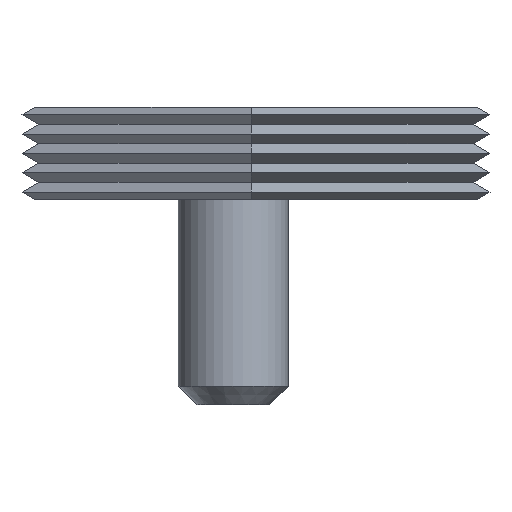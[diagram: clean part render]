
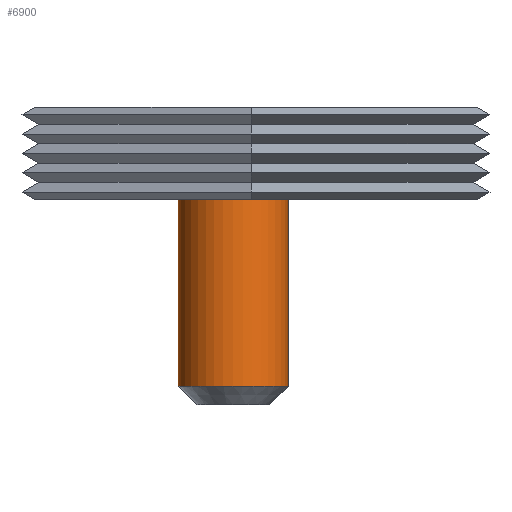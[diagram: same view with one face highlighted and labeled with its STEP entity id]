
A CAD part, front view. The second image highlights one B-rep face of the part: STEP entity #6900.
In plain terms, the highlighted cylindrical face has radius 6 mm (diameter 12 mm), a partial arc.
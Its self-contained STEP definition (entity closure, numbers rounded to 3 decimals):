
#434 = EDGE_CURVE ( 'NONE', #6596, #1368, #5401, .T. ) ;
#573 = DIRECTION ( 'NONE',  ( 0., 0., 1. ) ) ;
#1368 = VERTEX_POINT ( 'NONE', #5557 ) ;
#1487 = CARTESIAN_POINT ( 'NONE',  ( 0., 0., 0. ) ) ;
#1826 = VECTOR ( 'NONE', #573, 1000. ) ;
#2359 = VECTOR ( 'NONE', #7185, 1000. ) ;
#2376 = CARTESIAN_POINT ( 'NONE',  ( -6., 0., -23. ) ) ;
#2910 = DIRECTION ( 'NONE',  ( -1., 0., 0. ) ) ;
#3119 = DIRECTION ( 'NONE',  ( 0., 0., -1. ) ) ;
#3291 = EDGE_CURVE ( 'NONE', #1368, #6725, #8772, .T. ) ;
#3692 = CARTESIAN_POINT ( 'NONE',  ( 0., 0., -23. ) ) ;
#3700 = ORIENTED_EDGE ( 'NONE', *, *, #434, .T. ) ;
#3929 = LINE ( 'NONE', #8930, #2359 ) ;
#4594 = CYLINDRICAL_SURFACE ( 'NONE', #9284, 6. ) ;
#4598 = DIRECTION ( 'NONE',  ( 0., 0., 1. ) ) ;
#5105 = CARTESIAN_POINT ( 'NONE',  ( -6., 0., 0. ) ) ;
#5401 = LINE ( 'NONE', #6149, #1826 ) ;
#5431 = ORIENTED_EDGE ( 'NONE', *, *, #9106, .T. ) ;
#5459 = EDGE_CURVE ( 'NONE', #6361, #6725, #3929, .T. ) ;
#5557 = CARTESIAN_POINT ( 'NONE',  ( 6., 0., 0. ) ) ;
#6096 = AXIS2_PLACEMENT_3D ( 'NONE', #3692, #4598, #2910 ) ;
#6149 = CARTESIAN_POINT ( 'NONE',  ( 6., 0., -25. ) ) ;
#6201 = DIRECTION ( 'NONE',  ( 1., 0., 0. ) ) ;
#6361 = VERTEX_POINT ( 'NONE', #2376 ) ;
#6596 = VERTEX_POINT ( 'NONE', #9292 ) ;
#6616 = CIRCLE ( 'NONE', #6096, 6. ) ;
#6725 = VERTEX_POINT ( 'NONE', #5105 ) ;
#6900 = ADVANCED_FACE ( 'NONE', ( #6997 ), #4594, .T. ) ;
#6997 = FACE_OUTER_BOUND ( 'NONE', #9160, .T. ) ;
#7086 = ORIENTED_EDGE ( 'NONE', *, *, #3291, .T. ) ;
#7185 = DIRECTION ( 'NONE',  ( 0., 0., 1. ) ) ;
#7399 = ORIENTED_EDGE ( 'NONE', *, *, #5459, .F. ) ;
#7792 = CARTESIAN_POINT ( 'NONE',  ( 0., 0., -25. ) ) ;
#8772 = CIRCLE ( 'NONE', #10117, 6. ) ;
#8930 = CARTESIAN_POINT ( 'NONE',  ( -6., 0., -25. ) ) ;
#9106 = EDGE_CURVE ( 'NONE', #6361, #6596, #6616, .T. ) ;
#9160 = EDGE_LOOP ( 'NONE', ( #7399, #5431, #3700, #7086 ) ) ;
#9284 = AXIS2_PLACEMENT_3D ( 'NONE', #7792, #9533, #6201 ) ;
#9292 = CARTESIAN_POINT ( 'NONE',  ( 6., 0., -23. ) ) ;
#9533 = DIRECTION ( 'NONE',  ( 0., 0., 1. ) ) ;
#9759 = DIRECTION ( 'NONE',  ( 1., 0., 0. ) ) ;
#10117 = AXIS2_PLACEMENT_3D ( 'NONE', #1487, #3119, #9759 ) ;
